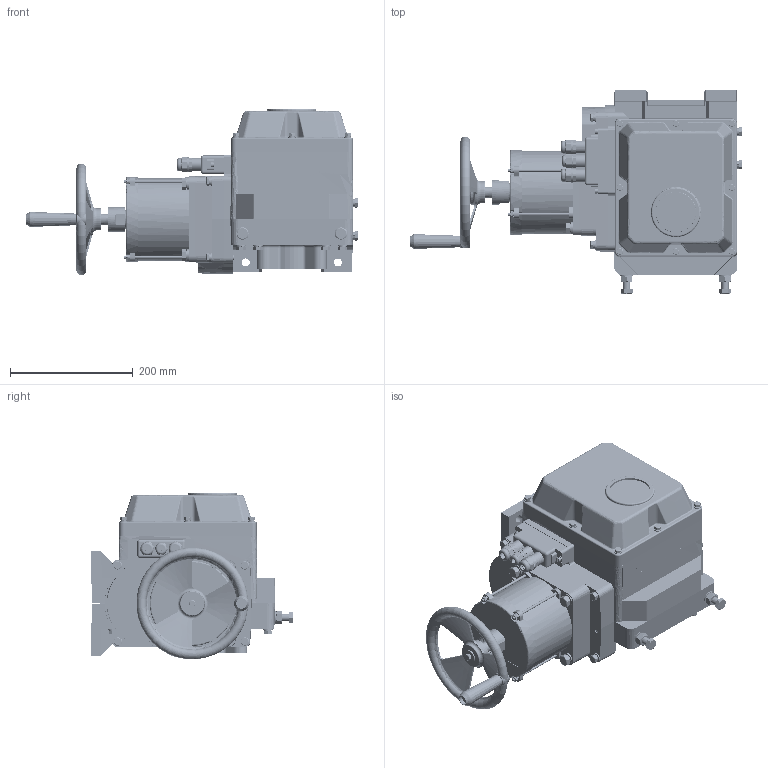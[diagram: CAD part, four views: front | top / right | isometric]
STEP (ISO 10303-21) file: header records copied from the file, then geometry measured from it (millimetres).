
FILE_DESCRIPTION(('STEP AP214'), '1');
FILE_NAME('meof-250_iso_flanec', '2020-05-18T08:16:15', ('Programmist '), ('Unknown'), 'ASCON STEP Converter 1.3', 'ASCON Math Kernel', '');
FILE_SCHEMA(('AUTOMOTIVE_DESIGN { 1 0 10303 214 3 1 1}'));
Length unit declared in the file: millimetre
Assembly tree (2 placements, depth 2):
  (unnamed)
    (unnamed)
    (unnamed)
Bounding box: 539.9 x 330 x 270.81 mm (x, y, z)
Volume: 12103.3 mm3; surface area: 1427238.9 mm2
Topology: 19 solids, 91 shells, 3493 faces, 9426 edges, 6136 vertices
Faces by surface type: plane 1593, cylinder 964, cone 466, bspline 221, torus 176, sphere 73
Full cylindrical faces by diameter (mm): 1.9 x1, 2.459 x4, 2.5 x6, 3 x1, 3.2 x1, 3.242 x6, 3.5 x2, 4 x6, 4.134 x2, 4.5 x12, 4.6 x1, 4.917 x13, 5 x2, 5.3 x2, 5.5 x6, 5.8 x8, 6 x18, 6.4 x2, 6.6 x16, 6.647 x25, 8 x35, 8.376 x4, 8.4 x4, 8.5 x11, 9 x17, 9.2 x7, 10 x19, 10.2 x6, 10.4 x1, 10.5 x4
Entity records: 288640 total; most frequent: CARTESIAN_POINT 177952, ORIENTED_EDGE 16540, DIRECTION 16509, EDGE_CURVE 8662, AXIS2_PLACEMENT_3D 6485, VERTEX_POINT 6062, EDGE_LOOP 4512, FACE_BOUND 3794
